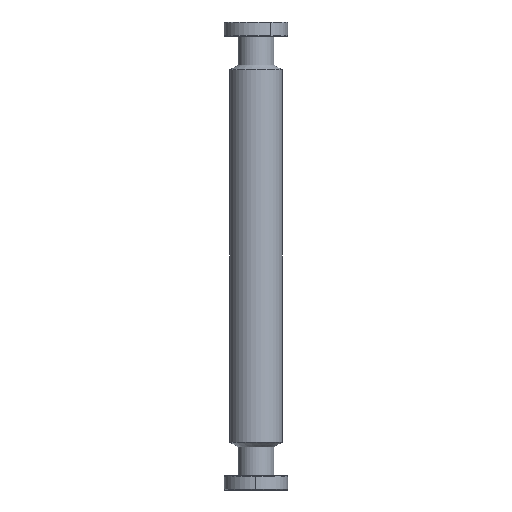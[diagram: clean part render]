
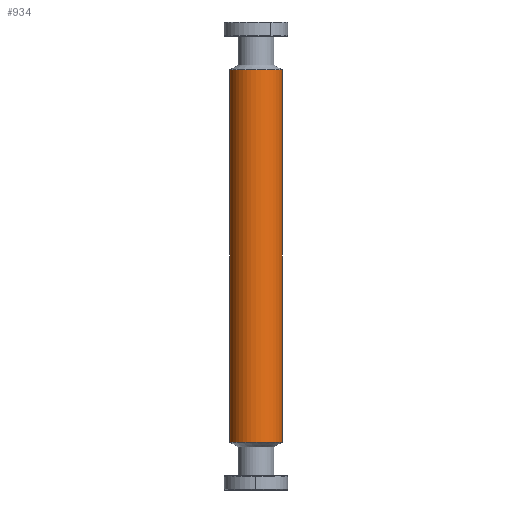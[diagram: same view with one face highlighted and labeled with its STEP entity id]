
A CAD part, front view. The second image highlights one B-rep face of the part: STEP entity #934.
In plain terms, the highlighted cylindrical face has radius 14 mm (diameter 28 mm), a partial arc.
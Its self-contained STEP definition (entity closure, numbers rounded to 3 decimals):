
#97 = DIRECTION ( 'NONE',  ( 0., 0., 1. ) ) ;
#178 = AXIS2_PLACEMENT_3D ( 'NONE', #3628, #4232, #3150 ) ;
#198 = AXIS2_PLACEMENT_3D ( 'NONE', #3795, #97, #4473 ) ;
#292 = EDGE_LOOP ( 'NONE', ( #3174, #3217, #3774, #3820 ) ) ;
#351 = VERTEX_POINT ( 'NONE', #2373 ) ;
#713 = CARTESIAN_POINT ( 'NONE',  ( 14., 0., 110.164 ) ) ;
#716 = CIRCLE ( 'NONE', #198, 14. ) ;
#759 = VERTEX_POINT ( 'NONE', #1408 ) ;
#777 = CIRCLE ( 'NONE', #178, 14. ) ;
#880 = VECTOR ( 'NONE', #4221, 1000. ) ;
#893 = VECTOR ( 'NONE', #1115, 1000. ) ;
#902 = LINE ( 'NONE', #713, #880 ) ;
#907 = LINE ( 'NONE', #2368, #893 ) ;
#934 = ADVANCED_FACE ( 'NONE', ( #4052 ), #3876, .T. ) ;
#944 = VERTEX_POINT ( 'NONE', #3138 ) ;
#1115 = DIRECTION ( 'NONE',  ( 0., 0., 1. ) ) ;
#1201 = AXIS2_PLACEMENT_3D ( 'NONE', #3942, #4459, #2753 ) ;
#1408 = CARTESIAN_POINT ( 'NONE',  ( -14., 0., -99.4 ) ) ;
#2368 = CARTESIAN_POINT ( 'NONE',  ( -14., 0., 110.164 ) ) ;
#2373 = CARTESIAN_POINT ( 'NONE',  ( -14., 0., 99.4 ) ) ;
#2530 = EDGE_CURVE ( 'NONE', #759, #351, #907, .T. ) ;
#2531 = EDGE_CURVE ( 'NONE', #944, #2562, #902, .T. ) ;
#2562 = VERTEX_POINT ( 'NONE', #4253 ) ;
#2599 = EDGE_CURVE ( 'NONE', #759, #944, #716, .T. ) ;
#2606 = EDGE_CURVE ( 'NONE', #351, #2562, #777, .T. ) ;
#2753 = DIRECTION ( 'NONE',  ( 1., 0., 0. ) ) ;
#3138 = CARTESIAN_POINT ( 'NONE',  ( 14., 0., -99.4 ) ) ;
#3150 = DIRECTION ( 'NONE',  ( 1., 0., 0. ) ) ;
#3174 = ORIENTED_EDGE ( 'NONE', *, *, #2530, .F. ) ;
#3217 = ORIENTED_EDGE ( 'NONE', *, *, #2599, .T. ) ;
#3628 = CARTESIAN_POINT ( 'NONE',  ( 0., 0., 99.4 ) ) ;
#3774 = ORIENTED_EDGE ( 'NONE', *, *, #2531, .T. ) ;
#3795 = CARTESIAN_POINT ( 'NONE',  ( 0., 0., -99.4 ) ) ;
#3820 = ORIENTED_EDGE ( 'NONE', *, *, #2606, .F. ) ;
#3876 = CYLINDRICAL_SURFACE ( 'NONE', #1201, 14. ) ;
#3942 = CARTESIAN_POINT ( 'NONE',  ( 0., 0., 110.164 ) ) ;
#4052 = FACE_OUTER_BOUND ( 'NONE', #292, .T. ) ;
#4221 = DIRECTION ( 'NONE',  ( 0., 0., 1. ) ) ;
#4232 = DIRECTION ( 'NONE',  ( 0., 0., 1. ) ) ;
#4253 = CARTESIAN_POINT ( 'NONE',  ( 14., 0., 99.4 ) ) ;
#4459 = DIRECTION ( 'NONE',  ( 0., 0., 1. ) ) ;
#4473 = DIRECTION ( 'NONE',  ( 1., 0., 0. ) ) ;
